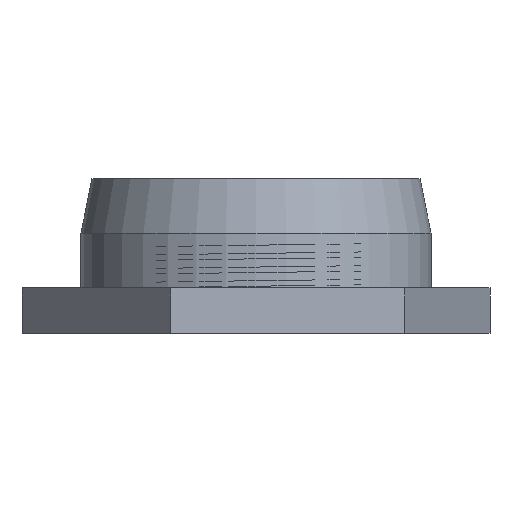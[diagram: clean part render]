
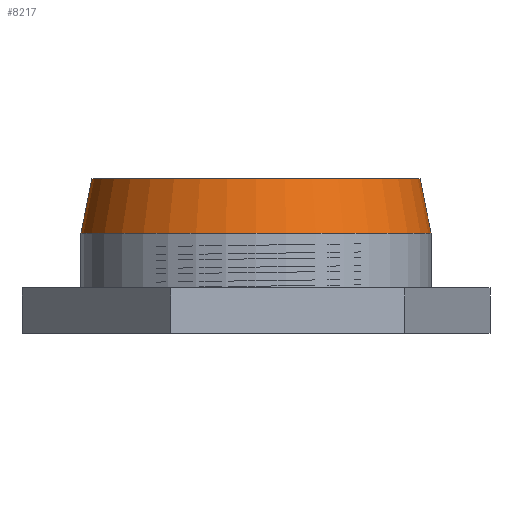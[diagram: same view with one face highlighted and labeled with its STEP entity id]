
A CAD part, left-side view. The second image highlights one B-rep face of the part: STEP entity #8217.
In plain terms, the highlighted conical face has half-angle 11.31 degrees and reference radius 19.2 mm.
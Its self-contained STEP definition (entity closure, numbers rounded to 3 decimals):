
#7680 = VERTEX_POINT('',#7681);
#7681 = CARTESIAN_POINT('',(19.2,0.,11.));
#7687 = EDGE_CURVE('',#7680,#7680,#7688,.T.);
#7688 = CIRCLE('',#7689,19.2);
#7689 = AXIS2_PLACEMENT_3D('',#7690,#7691,#7692);
#7690 = CARTESIAN_POINT('',(0.,0.,11.));
#7691 = DIRECTION('',(0.,0.,1.));
#7692 = DIRECTION('',(1.,0.,0.));
#8217 = ADVANCED_FACE('',(#8218),#8236,.T.);
#8218 = FACE_BOUND('',#8219,.T.);
#8219 = EDGE_LOOP('',(#8220,#8221,#8228,#8235));
#8220 = ORIENTED_EDGE('',*,*,#7687,.T.);
#8221 = ORIENTED_EDGE('',*,*,#8222,.T.);
#8222 = EDGE_CURVE('',#7680,#8223,#8225,.T.);
#8223 = VERTEX_POINT('',#8224);
#8224 = CARTESIAN_POINT('',(18.,0.,17.));
#8225 = B_SPLINE_CURVE_WITH_KNOTS('',1,(#8226,#8227),.UNSPECIFIED.,.F.,
  .F.,(2,2),(0.,1.),.PIECEWISE_BEZIER_KNOTS.);
#8226 = CARTESIAN_POINT('',(19.2,0.,11.));
#8227 = CARTESIAN_POINT('',(18.,0.,17.));
#8228 = ORIENTED_EDGE('',*,*,#8229,.F.);
#8229 = EDGE_CURVE('',#8223,#8223,#8230,.T.);
#8230 = CIRCLE('',#8231,18.);
#8231 = AXIS2_PLACEMENT_3D('',#8232,#8233,#8234);
#8232 = CARTESIAN_POINT('',(0.,0.,17.));
#8233 = DIRECTION('',(0.,0.,1.));
#8234 = DIRECTION('',(1.,0.,0.));
#8235 = ORIENTED_EDGE('',*,*,#8222,.F.);
#8236 = CONICAL_SURFACE('',#8237,19.2,0.197);
#8237 = AXIS2_PLACEMENT_3D('',#8238,#8239,#8240);
#8238 = CARTESIAN_POINT('',(0.,0.,11.));
#8239 = DIRECTION('',(0.,0.,-1.));
#8240 = DIRECTION('',(1.,0.,0.));
